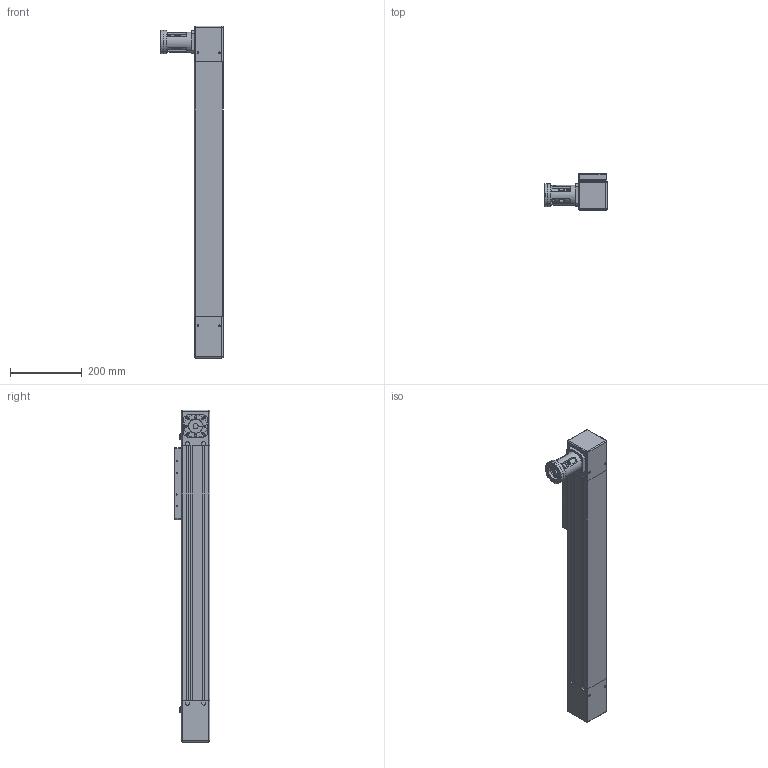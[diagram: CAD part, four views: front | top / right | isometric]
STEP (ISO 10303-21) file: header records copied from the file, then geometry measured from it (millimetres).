
FILE_DESCRIPTION((''),'2;1');
FILE_NAME('MRJ-80-500-S-1-L.stp','2012-01-23T10:31:49',('pgrilc'),(''),'Autodesk Inventor 2012','Autodesk Inventor 2012','');
FILE_SCHEMA(('AUTOMOTIVE_DESIGN { 1 0 10303 214 1 1 1 1 }'));
Length unit declared in the file: millimetre
Products named in the file (7): SAM148; GESM 19-24 F18C; GESM 19-24 F14; AES19-24; VMESNIK MTJ80 MP060 PLE60 GESM19 24; PLOŠČA VMESNIKA MTJ65 MP060 19 24; MTJ 80 S IPART-02
Assembly tree (6 placements, depth 2):
  SAM148
    GESM 19-24 F18C
    GESM 19-24 F14
    AES19-24
    VMESNIK MTJ80 MP060 PLE60 GESM19 24
    PLOŠČA VMESNIKA MTJ65 MP060 19 24
    MTJ 80 S IPART-02
Bounding box: 173.75 x 100 x 927 mm (x, y, z)
Volume: 6016309.5 mm3; surface area: 533880.9 mm2
Topology: 6 solids, 17 shells, 676 faces, 1732 edges, 1120 vertices
Faces by surface type: plane 305, cylinder 270, cone 76, sphere 12, torus 7, bspline 6
Full cylindrical faces by diameter (mm): 1 x1, 3 x6, 3.242 x8, 4.134 x8, 4.917 x8, 5 x2, 5.2 x6, 5.5 x4, 6 x7, 6.5 x4, 6.647 x6, 8 x1, 9 x6, 10 x12, 18 x2, 30 x2, 31 x2, 36 x1, 40 x1, 48 x1, 50 x3, 56 x1, 65 x2
Entity records: 20282 total; most frequent: CARTESIAN_POINT 4070, DIRECTION 3376, ORIENTED_EDGE 2984, EDGE_CURVE 1492, AXIS2_PLACEMENT_3D 1297, VERTEX_POINT 1037, EDGE_LOOP 917, VECTOR 782
